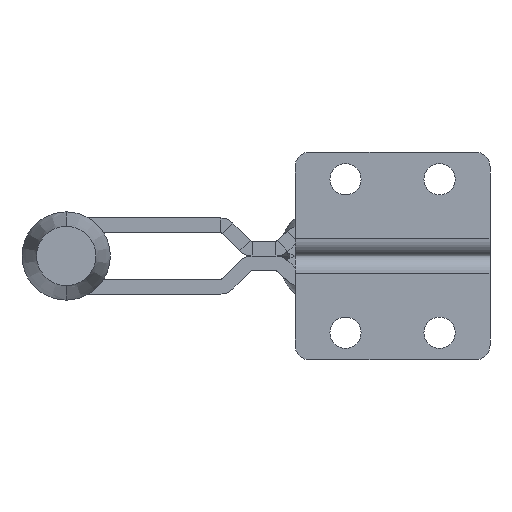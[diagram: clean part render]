
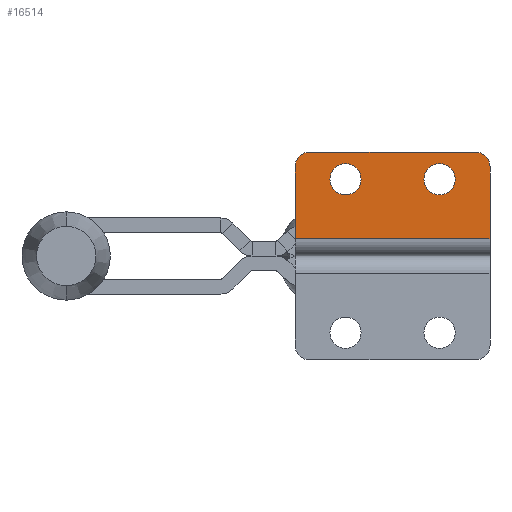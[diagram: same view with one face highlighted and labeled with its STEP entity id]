
A CAD part, front view. The second image highlights one B-rep face of the part: STEP entity #16514.
In plain terms, the highlighted planar face has unit normal (0, -1, 0).
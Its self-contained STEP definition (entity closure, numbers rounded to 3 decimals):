
#419 = FACE_BOUND ( 'NONE', #5685, .T. ) ;
#421 = FACE_OUTER_BOUND ( 'NONE', #5702, .T. ) ;
#425 = FACE_BOUND ( 'NONE', #5566, .T. ) ;
#1660 = EDGE_CURVE ( 'NONE', #20502, #20378, #6156, .T. ) ;
#1662 = EDGE_CURVE ( 'NONE', #7320, #7434, #6159, .T. ) ;
#1663 = EDGE_CURVE ( 'NONE', #7265, #20990, #6157, .T. ) ;
#1664 = EDGE_CURVE ( 'NONE', #20502, #7532, #6161, .T. ) ;
#1665 = EDGE_CURVE ( 'NONE', #7532, #7226, #6162, .T. ) ;
#1666 = EDGE_CURVE ( 'NONE', #7226, #7440, #6165, .T. ) ;
#1667 = EDGE_CURVE ( 'NONE', #7440, #21153, #6166, .T. ) ;
#1668 = EDGE_CURVE ( 'NONE', #21153, #20378, #6168, .T. ) ;
#5127 = CIRCLE ( 'NONE', #19215, 3.15 ) ;
#5136 = CIRCLE ( 'NONE', #19217, 3.15 ) ;
#5566 = EDGE_LOOP ( 'NONE', ( #7214, #7217 ) ) ;
#5685 = EDGE_LOOP ( 'NONE', ( #7210, #7213 ) ) ;
#5702 = EDGE_LOOP ( 'NONE', ( #7220, #7223, #7225, #7227, #7229, #7232 ) ) ;
#6156 = LINE ( 'NONE', #10374, #6158 ) ;
#6157 = CIRCLE ( 'NONE', #26870, 3.15 ) ;
#6158 = VECTOR ( 'NONE', #10370, 1000. ) ;
#6159 = CIRCLE ( 'NONE', #26869, 3.15 ) ;
#6161 = LINE ( 'NONE', #10385, #6164 ) ;
#6162 = CIRCLE ( 'NONE', #26871, 3. ) ;
#6164 = VECTOR ( 'NONE', #10381, 1000. ) ;
#6165 = LINE ( 'NONE', #10389, #6167 ) ;
#6166 = CIRCLE ( 'NONE', #26872, 3. ) ;
#6167 = VECTOR ( 'NONE', #10379, 1000. ) ;
#6168 = LINE ( 'NONE', #10390, #6170 ) ;
#6170 = VECTOR ( 'NONE', #10391, 1000. ) ;
#7210 = ORIENTED_EDGE ( 'NONE', *, *, #23569, .F. ) ;
#7213 = ORIENTED_EDGE ( 'NONE', *, *, #1662, .F. ) ;
#7214 = ORIENTED_EDGE ( 'NONE', *, *, #23573, .F. ) ;
#7217 = ORIENTED_EDGE ( 'NONE', *, *, #1663, .F. ) ;
#7220 = ORIENTED_EDGE ( 'NONE', *, *, #1660, .F. ) ;
#7223 = ORIENTED_EDGE ( 'NONE', *, *, #1664, .T. ) ;
#7225 = ORIENTED_EDGE ( 'NONE', *, *, #1665, .T. ) ;
#7226 = VERTEX_POINT ( 'NONE', #12298 ) ;
#7227 = ORIENTED_EDGE ( 'NONE', *, *, #1666, .T. ) ;
#7229 = ORIENTED_EDGE ( 'NONE', *, *, #1667, .T. ) ;
#7232 = ORIENTED_EDGE ( 'NONE', *, *, #1668, .T. ) ;
#7265 = VERTEX_POINT ( 'NONE', #12324 ) ;
#7320 = VERTEX_POINT ( 'NONE', #12351 ) ;
#7434 = VERTEX_POINT ( 'NONE', #12409 ) ;
#7440 = VERTEX_POINT ( 'NONE', #12413 ) ;
#7532 = VERTEX_POINT ( 'NONE', #12464 ) ;
#8268 = DIRECTION ( 'NONE',  ( 0., 1., 0. ) ) ;
#8270 = CARTESIAN_POINT ( 'NONE',  ( 3., -3., 18. ) ) ;
#8271 = PLANE ( 'NONE',  #27152 ) ;
#8273 = DIRECTION ( 'NONE',  ( 0., 0., 1. ) ) ;
#10370 = DIRECTION ( 'NONE',  ( -1., 0., 0. ) ) ;
#10374 = CARTESIAN_POINT ( 'NONE',  ( 3., -3., 3.5 ) ) ;
#10379 = DIRECTION ( 'NONE',  ( -1., 0., 0. ) ) ;
#10381 = DIRECTION ( 'NONE',  ( 0., 0., 1. ) ) ;
#10382 = CARTESIAN_POINT ( 'NONE',  ( 29.2, -3., 15.5 ) ) ;
#10383 = DIRECTION ( 'NONE',  ( 0., -1., 0. ) ) ;
#10384 = DIRECTION ( 'NONE',  ( 0., 0., -1. ) ) ;
#10385 = CARTESIAN_POINT ( 'NONE',  ( 39.4, -3., 18. ) ) ;
#10386 = CARTESIAN_POINT ( 'NONE',  ( 10.2, -3., 15.5 ) ) ;
#10387 = DIRECTION ( 'NONE',  ( 0., -1., 0. ) ) ;
#10388 = DIRECTION ( 'NONE',  ( 0., 0., -1. ) ) ;
#10389 = CARTESIAN_POINT ( 'NONE',  ( 3., -3., 21. ) ) ;
#10390 = CARTESIAN_POINT ( 'NONE',  ( 0., -3., 3. ) ) ;
#10391 = DIRECTION ( 'NONE',  ( 0., 0., -1. ) ) ;
#10392 = CARTESIAN_POINT ( 'NONE',  ( 36.4, -3., 18. ) ) ;
#10393 = DIRECTION ( 'NONE',  ( 0., -1., 0. ) ) ;
#10394 = DIRECTION ( 'NONE',  ( 0., 0., 1. ) ) ;
#10395 = CARTESIAN_POINT ( 'NONE',  ( 3., -3., 18. ) ) ;
#10396 = DIRECTION ( 'NONE',  ( 0., -1., 0. ) ) ;
#10397 = DIRECTION ( 'NONE',  ( 0., 0., 1. ) ) ;
#11815 = CARTESIAN_POINT ( 'NONE',  ( 0., -3., 3.5 ) ) ;
#11877 = CARTESIAN_POINT ( 'NONE',  ( 39.4, -3., 3.5 ) ) ;
#12084 = CARTESIAN_POINT ( 'NONE',  ( 10.2, -3., 18.65 ) ) ;
#12298 = CARTESIAN_POINT ( 'NONE',  ( 36.4, -3., 21. ) ) ;
#12324 = CARTESIAN_POINT ( 'NONE',  ( 10.2, -3., 12.35 ) ) ;
#12351 = CARTESIAN_POINT ( 'NONE',  ( 29.2, -3., 12.35 ) ) ;
#12409 = CARTESIAN_POINT ( 'NONE',  ( 29.2, -3., 18.65 ) ) ;
#12413 = CARTESIAN_POINT ( 'NONE',  ( 3., -3., 21. ) ) ;
#12464 = CARTESIAN_POINT ( 'NONE',  ( 39.4, -3., 18. ) ) ;
#15512 = CARTESIAN_POINT ( 'NONE',  ( 29.2, -3., 15.5 ) ) ;
#15513 = DIRECTION ( 'NONE',  ( 0., -1., 0. ) ) ;
#15514 = DIRECTION ( 'NONE',  ( 0., 0., -1. ) ) ;
#15522 = CARTESIAN_POINT ( 'NONE',  ( 10.2, -3., 15.5 ) ) ;
#15523 = DIRECTION ( 'NONE',  ( 0., -1., 0. ) ) ;
#15524 = DIRECTION ( 'NONE',  ( 0., 0., -1. ) ) ;
#16514 = ADVANCED_FACE ( 'NONE', ( #419, #425, #421 ), #8271, .F. ) ;
#17025 = CARTESIAN_POINT ( 'NONE',  ( 0., -3., 18. ) ) ;
#19215 = AXIS2_PLACEMENT_3D ( 'NONE', #15512, #15513, #15514 ) ;
#19217 = AXIS2_PLACEMENT_3D ( 'NONE', #15522, #15523, #15524 ) ;
#20378 = VERTEX_POINT ( 'NONE', #11815 ) ;
#20502 = VERTEX_POINT ( 'NONE', #11877 ) ;
#20990 = VERTEX_POINT ( 'NONE', #12084 ) ;
#21153 = VERTEX_POINT ( 'NONE', #17025 ) ;
#23569 = EDGE_CURVE ( 'NONE', #7434, #7320, #5127, .T. ) ;
#23573 = EDGE_CURVE ( 'NONE', #20990, #7265, #5136, .T. ) ;
#26869 = AXIS2_PLACEMENT_3D ( 'NONE', #10382, #10383, #10384 ) ;
#26870 = AXIS2_PLACEMENT_3D ( 'NONE', #10386, #10387, #10388 ) ;
#26871 = AXIS2_PLACEMENT_3D ( 'NONE', #10392, #10393, #10394 ) ;
#26872 = AXIS2_PLACEMENT_3D ( 'NONE', #10395, #10396, #10397 ) ;
#27152 = AXIS2_PLACEMENT_3D ( 'NONE', #8270, #8268, #8273 ) ;
